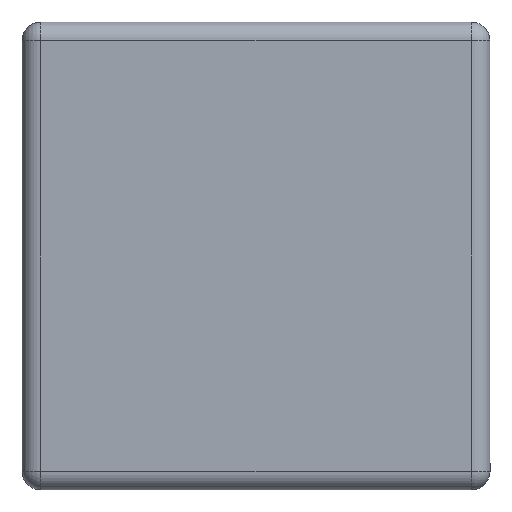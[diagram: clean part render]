
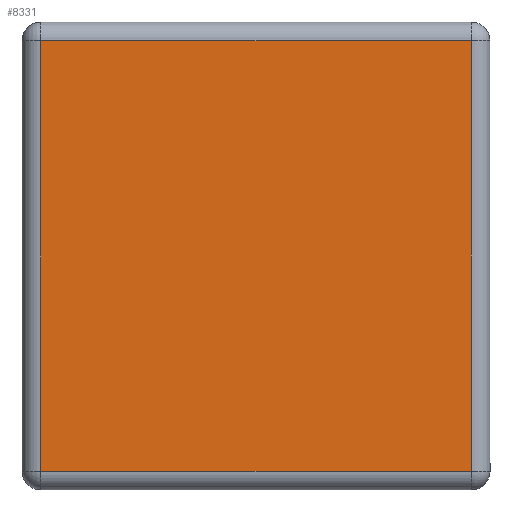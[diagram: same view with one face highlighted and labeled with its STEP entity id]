
A CAD part, left-side view. The second image highlights one B-rep face of the part: STEP entity #8331.
In plain terms, the highlighted planar face has unit normal (-1, 0, 0).
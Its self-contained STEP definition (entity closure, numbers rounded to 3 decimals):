
#18 = DIRECTION ( 'NONE',  ( 0., 0., -1. ) ) ;
#173 = VECTOR ( 'NONE', #4526, 1000. ) ;
#1110 = VERTEX_POINT ( 'NONE', #7138 ) ;
#1344 = VERTEX_POINT ( 'NONE', #6897 ) ;
#1721 = EDGE_CURVE ( 'NONE', #1344, #1110, #3898, .T. ) ;
#1838 = VERTEX_POINT ( 'NONE', #9309 ) ;
#2026 = ORIENTED_EDGE ( 'NONE', *, *, #7738, .T. ) ;
#2277 = DIRECTION ( 'NONE',  ( -1., 0., 0. ) ) ;
#3898 = LINE ( 'NONE', #10004, #4844 ) ;
#4009 = ORIENTED_EDGE ( 'NONE', *, *, #1721, .T. ) ;
#4383 = LINE ( 'NONE', #7848, #4572 ) ;
#4526 = DIRECTION ( 'NONE',  ( 0., 1., 0. ) ) ;
#4572 = VECTOR ( 'NONE', #18, 1000. ) ;
#4595 = ORIENTED_EDGE ( 'NONE', *, *, #8238, .T. ) ;
#4760 = CARTESIAN_POINT ( 'NONE',  ( -0.5, 0.25, 0.23 ) ) ;
#4844 = VECTOR ( 'NONE', #10931, 1000. ) ;
#4962 = DIRECTION ( 'NONE',  ( 0., -1., 0. ) ) ;
#5166 = EDGE_CURVE ( 'NONE', #8275, #1344, #5715, .T. ) ;
#5532 = ORIENTED_EDGE ( 'NONE', *, *, #5166, .T. ) ;
#5715 = LINE ( 'NONE', #6856, #9847 ) ;
#5842 = DIRECTION ( 'NONE',  ( 0., 0., -1. ) ) ;
#6856 = CARTESIAN_POINT ( 'NONE',  ( -0.5, -0.25, -0.23 ) ) ;
#6897 = CARTESIAN_POINT ( 'NONE',  ( -0.5, -0.23, -0.23 ) ) ;
#7039 = AXIS2_PLACEMENT_3D ( 'NONE', #11015, #2277, #5842 ) ;
#7138 = CARTESIAN_POINT ( 'NONE',  ( -0.5, -0.23, 0.23 ) ) ;
#7738 = EDGE_CURVE ( 'NONE', #1110, #1838, #9127, .T. ) ;
#7848 = CARTESIAN_POINT ( 'NONE',  ( -0.5, 0.23, -0.25 ) ) ;
#8238 = EDGE_CURVE ( 'NONE', #1838, #8275, #4383, .T. ) ;
#8275 = VERTEX_POINT ( 'NONE', #9740 ) ;
#8331 = ADVANCED_FACE ( 'NONE', ( #9102 ), #10665, .T. ) ;
#9102 = FACE_OUTER_BOUND ( 'NONE', #10773, .T. ) ;
#9127 = LINE ( 'NONE', #4760, #173 ) ;
#9309 = CARTESIAN_POINT ( 'NONE',  ( -0.5, 0.23, 0.23 ) ) ;
#9740 = CARTESIAN_POINT ( 'NONE',  ( -0.5, 0.23, -0.23 ) ) ;
#9847 = VECTOR ( 'NONE', #4962, 1000. ) ;
#10004 = CARTESIAN_POINT ( 'NONE',  ( -0.5, -0.23, 0.25 ) ) ;
#10665 = PLANE ( 'NONE',  #7039 ) ;
#10773 = EDGE_LOOP ( 'NONE', ( #2026, #4595, #5532, #4009 ) ) ;
#10931 = DIRECTION ( 'NONE',  ( 0., 0., 1. ) ) ;
#11015 = CARTESIAN_POINT ( 'NONE',  ( -0.5, 0., 0. ) ) ;
